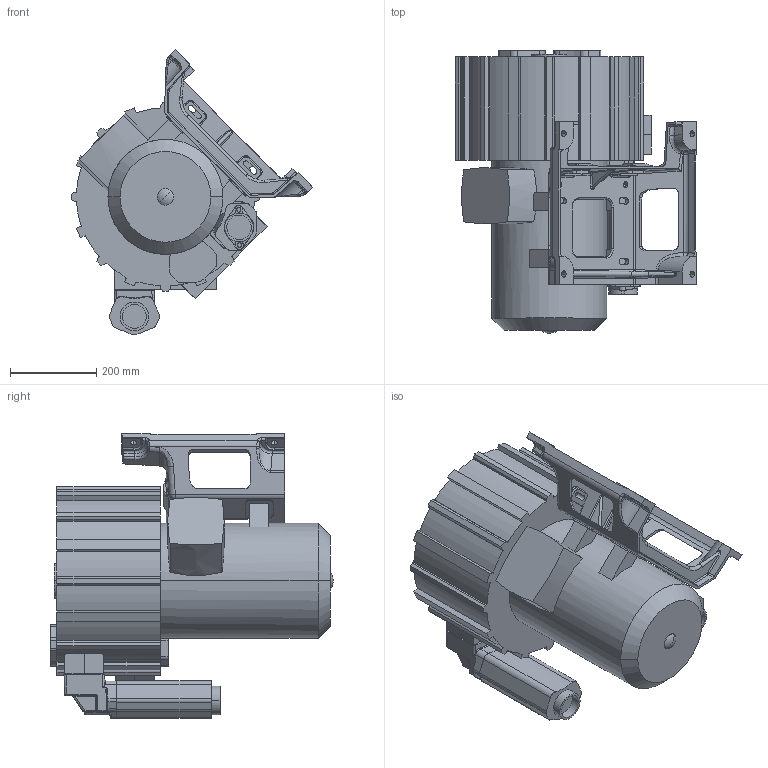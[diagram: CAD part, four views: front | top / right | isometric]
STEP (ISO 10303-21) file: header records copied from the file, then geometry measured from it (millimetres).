
FILE_DESCRIPTION((''),'2;1');
FILE_NAME('3RB250-2AAQ57','2025-05-15T',('Administrator'),(''),'PRO/ENGINEER BY PARAMETRIC TECHNOLOGY CORPORATION, 2007090','PRO/ENGINEER BY PARAMETRIC TECHNOLOGY CORPORATION, 2007090','');
FILE_SCHEMA(('AUTOMOTIVE_DESIGN_CC2 { 1 2 10303 214 -1 1 5 2 }'));
Products named in the file (1): 3RB250-2AAQ57
Bounding box: 558.83 x 653.6 x 659.08 mm (x, y, z)
Volume: 63136586.5 mm3; surface area: 1718840.3 mm2
Topology: 2 solids, 6 shells, 1030 faces, 2739 edges, 1726 vertices
Faces by surface type: cylinder 388, plane 360, bspline 238, torus 22, sphere 10, cone 8, extrusion 4
Entity records: 46973 total; most frequent: CARTESIAN_POINT 23032, ORIENTED_EDGE 5454, DIRECTION 4371, EDGE_CURVE 2727, VERTEX_POINT 1726, AXIS2_PLACEMENT_3D 1544, VECTOR 1283, LINE 1279
